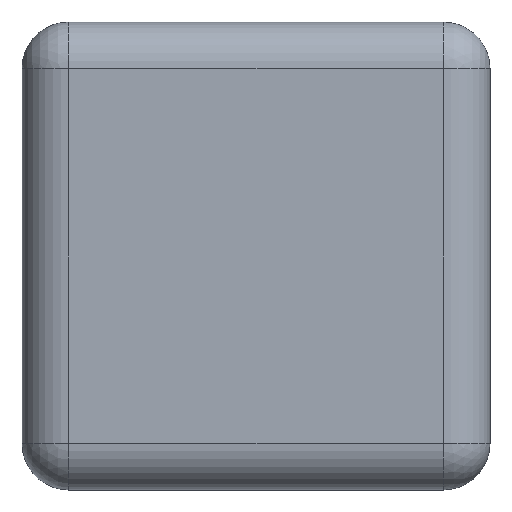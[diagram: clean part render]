
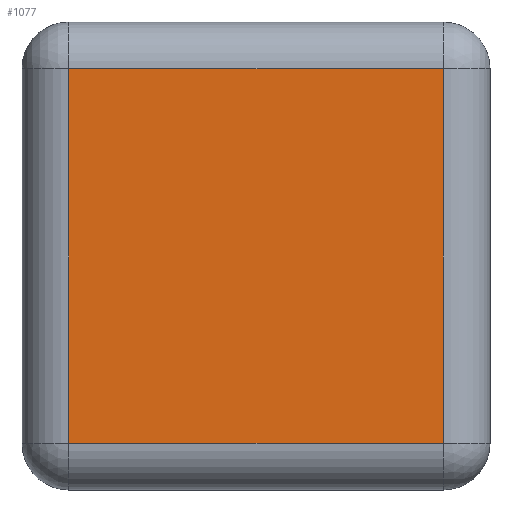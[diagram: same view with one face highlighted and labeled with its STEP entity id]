
A CAD part, left-side view. The second image highlights one B-rep face of the part: STEP entity #1077.
In plain terms, the highlighted planar face has unit normal (-1, 0, 0).
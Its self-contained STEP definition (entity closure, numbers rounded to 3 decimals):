
#45 = VERTEX_POINT ( 'NONE', #208 ) ;
#173 = DIRECTION ( 'NONE',  ( 0., 0., -1. ) ) ;
#208 = CARTESIAN_POINT ( 'NONE',  ( -0.35, 0.45, -0.2 ) ) ;
#256 = DIRECTION ( 'NONE',  ( 0., 1., 0. ) ) ;
#260 = VECTOR ( 'NONE', #487, 1000. ) ;
#312 = CARTESIAN_POINT ( 'NONE',  ( -0.35, 0.5, -0.2 ) ) ;
#331 = VERTEX_POINT ( 'NONE', #1253 ) ;
#350 = PLANE ( 'NONE',  #1018 ) ;
#379 = FACE_OUTER_BOUND ( 'NONE', #1152, .T. ) ;
#440 = EDGE_CURVE ( 'NONE', #331, #529, #593, .T. ) ;
#454 = ORIENTED_EDGE ( 'NONE', *, *, #1460, .T. ) ;
#487 = DIRECTION ( 'NONE',  ( 0., 0., 1. ) ) ;
#529 = VERTEX_POINT ( 'NONE', #936 ) ;
#593 = LINE ( 'NONE', #616, #594 ) ;
#594 = VECTOR ( 'NONE', #256, 1000. ) ;
#616 = CARTESIAN_POINT ( 'NONE',  ( -0.35, 0.5, 0.2 ) ) ;
#763 = VECTOR ( 'NONE', #173, 1000. ) ;
#790 = CARTESIAN_POINT ( 'NONE',  ( -0.35, 0.5, -0.25 ) ) ;
#850 = LINE ( 'NONE', #968, #763 ) ;
#868 = LINE ( 'NONE', #312, #903 ) ;
#903 = VECTOR ( 'NONE', #1431, 1000. ) ;
#905 = DIRECTION ( 'NONE',  ( 0., 0., -1. ) ) ;
#936 = CARTESIAN_POINT ( 'NONE',  ( -0.35, 0.45, 0.2 ) ) ;
#968 = CARTESIAN_POINT ( 'NONE',  ( -0.35, 0.45, -0.25 ) ) ;
#1018 = AXIS2_PLACEMENT_3D ( 'NONE', #790, #1243, #905 ) ;
#1041 = CARTESIAN_POINT ( 'NONE',  ( -0.35, 0.05, -0.2 ) ) ;
#1073 = CARTESIAN_POINT ( 'NONE',  ( -0.35, 0.05, -0.25 ) ) ;
#1077 = ADVANCED_FACE ( 'NONE', ( #379 ), #350, .F. ) ;
#1112 = ORIENTED_EDGE ( 'NONE', *, *, #1147, .T. ) ;
#1139 = VERTEX_POINT ( 'NONE', #1041 ) ;
#1147 = EDGE_CURVE ( 'NONE', #1139, #331, #1269, .T. ) ;
#1152 = EDGE_LOOP ( 'NONE', ( #1442, #454, #1112, #1164 ) ) ;
#1164 = ORIENTED_EDGE ( 'NONE', *, *, #440, .T. ) ;
#1243 = DIRECTION ( 'NONE',  ( 1., 0., 0. ) ) ;
#1253 = CARTESIAN_POINT ( 'NONE',  ( -0.35, 0.05, 0.2 ) ) ;
#1269 = LINE ( 'NONE', #1073, #260 ) ;
#1431 = DIRECTION ( 'NONE',  ( 0., -1., 0. ) ) ;
#1442 = ORIENTED_EDGE ( 'NONE', *, *, #1451, .T. ) ;
#1451 = EDGE_CURVE ( 'NONE', #529, #45, #850, .T. ) ;
#1460 = EDGE_CURVE ( 'NONE', #45, #1139, #868, .T. ) ;
